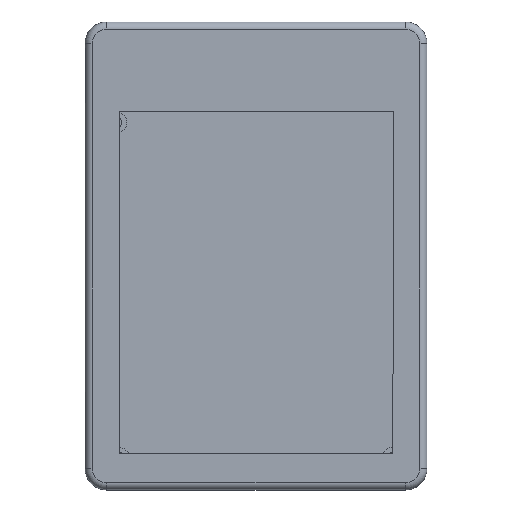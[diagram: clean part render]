
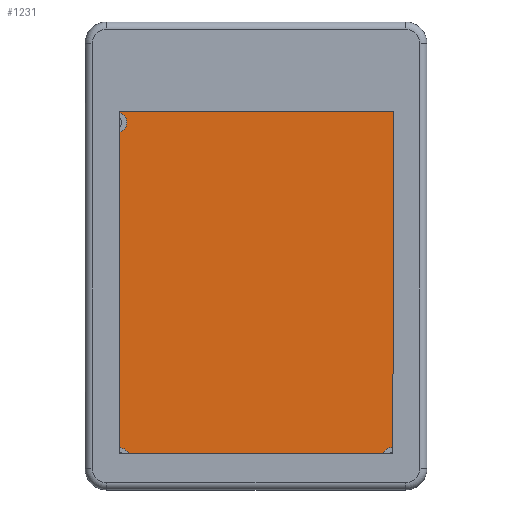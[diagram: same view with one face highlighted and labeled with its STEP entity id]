
A CAD part, top view. The second image highlights one B-rep face of the part: STEP entity #1231.
In plain terms, the highlighted planar face has unit normal (0, 0, 1).
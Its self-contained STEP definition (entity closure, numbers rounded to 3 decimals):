
#48=FACE_BOUND('',#316,.T.);
#49=FACE_BOUND('',#317,.T.);
#50=FACE_BOUND('',#318,.T.);
#51=FACE_BOUND('',#319,.T.);
#52=FACE_BOUND('',#320,.T.);
#53=FACE_BOUND('',#321,.T.);
#54=FACE_BOUND('',#322,.T.);
#55=FACE_BOUND('',#323,.T.);
#56=FACE_BOUND('',#324,.T.);
#132=CIRCLE('',#1353,3.);
#134=CIRCLE('',#1357,3.);
#136=CIRCLE('',#1361,3.);
#138=CIRCLE('',#1365,3.);
#140=CIRCLE('',#1369,3.);
#141=CIRCLE('',#1372,1.6);
#143=CIRCLE('',#1375,1.6);
#145=CIRCLE('',#1378,1.6);
#147=CIRCLE('',#1381,1.6);
#149=CIRCLE('',#1385,6.);
#151=CIRCLE('',#1389,6.);
#153=CIRCLE('',#1393,6.);
#155=CIRCLE('',#1397,6.);
#229=FACE_OUTER_BOUND('',#315,.T.);
#315=EDGE_LOOP('',(#1090,#1091,#1092,#1093,#1094,#1095,#1096,#1097));
#316=EDGE_LOOP('',(#1098));
#317=EDGE_LOOP('',(#1099));
#318=EDGE_LOOP('',(#1100));
#319=EDGE_LOOP('',(#1101));
#320=EDGE_LOOP('',(#1102));
#321=EDGE_LOOP('',(#1103));
#322=EDGE_LOOP('',(#1104));
#323=EDGE_LOOP('',(#1105));
#324=EDGE_LOOP('',(#1106));
#411=LINE('',#2092,#508);
#416=LINE('',#2106,#513);
#420=LINE('',#2118,#517);
#424=LINE('',#2130,#521);
#508=VECTOR('',#1737,10.);
#513=VECTOR('',#1750,10.);
#517=VECTOR('',#1762,10.);
#521=VECTOR('',#1774,10.);
#597=VERTEX_POINT('',#2033);
#599=VERTEX_POINT('',#2040);
#601=VERTEX_POINT('',#2047);
#603=VERTEX_POINT('',#2054);
#605=VERTEX_POINT('',#2061);
#606=VERTEX_POINT('',#2066);
#608=VERTEX_POINT('',#2072);
#610=VERTEX_POINT('',#2078);
#612=VERTEX_POINT('',#2084);
#614=VERTEX_POINT('',#2090);
#615=VERTEX_POINT('',#2091);
#618=VERTEX_POINT('',#2099);
#620=VERTEX_POINT('',#2105);
#622=VERTEX_POINT('',#2111);
#624=VERTEX_POINT('',#2117);
#626=VERTEX_POINT('',#2123);
#628=VERTEX_POINT('',#2129);
#744=EDGE_CURVE('',#597,#597,#132,.T.);
#747=EDGE_CURVE('',#599,#599,#134,.T.);
#750=EDGE_CURVE('',#601,#601,#136,.T.);
#753=EDGE_CURVE('',#603,#603,#138,.T.);
#756=EDGE_CURVE('',#605,#605,#140,.T.);
#757=EDGE_CURVE('',#606,#606,#141,.T.);
#760=EDGE_CURVE('',#608,#608,#143,.T.);
#763=EDGE_CURVE('',#610,#610,#145,.T.);
#766=EDGE_CURVE('',#612,#612,#147,.T.);
#769=EDGE_CURVE('',#614,#615,#411,.T.);
#773=EDGE_CURVE('',#615,#618,#149,.T.);
#776=EDGE_CURVE('',#618,#620,#416,.T.);
#779=EDGE_CURVE('',#620,#622,#151,.T.);
#782=EDGE_CURVE('',#622,#624,#420,.T.);
#785=EDGE_CURVE('',#624,#626,#153,.T.);
#788=EDGE_CURVE('',#628,#626,#424,.T.);
#791=EDGE_CURVE('',#628,#614,#155,.T.);
#1090=ORIENTED_EDGE('',*,*,#791,.T.);
#1091=ORIENTED_EDGE('',*,*,#769,.T.);
#1092=ORIENTED_EDGE('',*,*,#773,.T.);
#1093=ORIENTED_EDGE('',*,*,#776,.T.);
#1094=ORIENTED_EDGE('',*,*,#779,.T.);
#1095=ORIENTED_EDGE('',*,*,#782,.T.);
#1096=ORIENTED_EDGE('',*,*,#785,.T.);
#1097=ORIENTED_EDGE('',*,*,#788,.F.);
#1098=ORIENTED_EDGE('',*,*,#744,.T.);
#1099=ORIENTED_EDGE('',*,*,#747,.T.);
#1100=ORIENTED_EDGE('',*,*,#750,.T.);
#1101=ORIENTED_EDGE('',*,*,#753,.T.);
#1102=ORIENTED_EDGE('',*,*,#756,.T.);
#1103=ORIENTED_EDGE('',*,*,#757,.T.);
#1104=ORIENTED_EDGE('',*,*,#760,.T.);
#1105=ORIENTED_EDGE('',*,*,#763,.T.);
#1106=ORIENTED_EDGE('',*,*,#766,.T.);
#1157=PLANE('',#1399);
#1231=ADVANCED_FACE('',(#229,#48,#49,#50,#51,#52,#53,#54,#55,#56),#1157,
 .T.);
#1353=AXIS2_PLACEMENT_3D('',#2035,#1667,#1668);
#1357=AXIS2_PLACEMENT_3D('',#2042,#1676,#1677);
#1361=AXIS2_PLACEMENT_3D('',#2049,#1685,#1686);
#1365=AXIS2_PLACEMENT_3D('',#2056,#1694,#1695);
#1369=AXIS2_PLACEMENT_3D('',#2063,#1703,#1704);
#1372=AXIS2_PLACEMENT_3D('',#2067,#1709,#1710);
#1375=AXIS2_PLACEMENT_3D('',#2073,#1716,#1717);
#1378=AXIS2_PLACEMENT_3D('',#2079,#1723,#1724);
#1381=AXIS2_PLACEMENT_3D('',#2085,#1730,#1731);
#1385=AXIS2_PLACEMENT_3D('',#2100,#1743,#1744);
#1389=AXIS2_PLACEMENT_3D('',#2112,#1755,#1756);
#1393=AXIS2_PLACEMENT_3D('',#2124,#1767,#1768);
#1397=AXIS2_PLACEMENT_3D('',#2135,#1779,#1780);
#1399=AXIS2_PLACEMENT_3D('',#2137,#1783,#1784);
#1667=DIRECTION('center_axis',(0.,0.,-1.));
#1668=DIRECTION('ref_axis',(1.,0.,0.));
#1676=DIRECTION('center_axis',(0.,0.,-1.));
#1677=DIRECTION('ref_axis',(1.,0.,0.));
#1685=DIRECTION('center_axis',(0.,0.,-1.));
#1686=DIRECTION('ref_axis',(1.,0.,0.));
#1694=DIRECTION('center_axis',(0.,0.,-1.));
#1695=DIRECTION('ref_axis',(1.,0.,0.));
#1703=DIRECTION('center_axis',(0.,0.,-1.));
#1704=DIRECTION('ref_axis',(1.,0.,0.));
#1709=DIRECTION('center_axis',(0.,0.,-1.));
#1710=DIRECTION('ref_axis',(1.,0.,0.));
#1716=DIRECTION('center_axis',(0.,0.,-1.));
#1717=DIRECTION('ref_axis',(1.,0.,0.));
#1723=DIRECTION('center_axis',(0.,0.,-1.));
#1724=DIRECTION('ref_axis',(1.,0.,0.));
#1730=DIRECTION('center_axis',(0.,0.,-1.));
#1731=DIRECTION('ref_axis',(1.,0.,0.));
#1737=DIRECTION('',(0.,-1.,0.));
#1743=DIRECTION('center_axis',(0.,0.,1.));
#1744=DIRECTION('ref_axis',(-1.,0.,0.));
#1750=DIRECTION('',(1.,0.,0.));
#1755=DIRECTION('center_axis',(0.,0.,1.));
#1756=DIRECTION('ref_axis',(0.,-1.,0.));
#1762=DIRECTION('',(0.,1.,0.));
#1767=DIRECTION('center_axis',(0.,0.,1.));
#1768=DIRECTION('ref_axis',(1.,0.,0.));
#1774=DIRECTION('',(1.,0.,0.));
#1779=DIRECTION('center_axis',(0.,0.,1.));
#1780=DIRECTION('ref_axis',(0.,1.,0.));
#1783=DIRECTION('center_axis',(0.,0.,1.));
#1784=DIRECTION('ref_axis',(1.,0.,0.));
#2033=CARTESIAN_POINT('',(84.232,-116.175,-3.6));
#2035=CARTESIAN_POINT('Origin',(87.232,-116.175,-3.6));
#2040=CARTESIAN_POINT('',(52.732,-14.325,-3.6));
#2042=CARTESIAN_POINT('Origin',(55.732,-14.325,-3.6));
#2047=CARTESIAN_POINT('',(8.132,-116.225,-3.6));
#2049=CARTESIAN_POINT('Origin',(11.132,-116.225,-3.6));
#2054=CARTESIAN_POINT('',(79.032,-14.725,-3.6));
#2056=CARTESIAN_POINT('Origin',(82.032,-14.725,-3.6));
#2061=CARTESIAN_POINT('',(7.267,-22.93,-3.6));
#2063=CARTESIAN_POINT('Origin',(10.267,-22.93,-3.6));
#2066=CARTESIAN_POINT('',(92.632,-116.175,-3.6));
#2067=CARTESIAN_POINT('Origin',(94.232,-116.175,-3.6));
#2072=CARTESIAN_POINT('',(2.532,-116.225,-3.6));
#2073=CARTESIAN_POINT('Origin',(4.132,-116.225,-3.6));
#2078=CARTESIAN_POINT('',(87.655,2.429,-3.6));
#2079=CARTESIAN_POINT('Origin',(89.255,2.429,-3.6));
#2084=CARTESIAN_POINT('',(6.932,2.433,-3.6));
#2085=CARTESIAN_POINT('Origin',(8.532,2.433,-3.6));
#2090=CARTESIAN_POINT('',(1.682,-1.025,-3.6));
#2091=CARTESIAN_POINT('',(1.682,-119.025,-3.6));
#2092=CARTESIAN_POINT('',(1.682,-1.025,-3.6));
#2099=CARTESIAN_POINT('',(7.682,-125.025,-3.6));
#2100=CARTESIAN_POINT('Origin',(7.682,-119.025,-3.6));
#2105=CARTESIAN_POINT('',(90.682,-125.025,-3.6));
#2106=CARTESIAN_POINT('',(7.682,-125.025,-3.6));
#2111=CARTESIAN_POINT('',(96.682,-119.025,-3.6));
#2112=CARTESIAN_POINT('Origin',(90.682,-119.025,-3.6));
#2117=CARTESIAN_POINT('',(96.682,-1.025,-3.6));
#2118=CARTESIAN_POINT('',(96.682,-119.025,-3.6));
#2123=CARTESIAN_POINT('',(90.682,4.975,-3.6));
#2124=CARTESIAN_POINT('Origin',(90.682,-1.025,-3.6));
#2129=CARTESIAN_POINT('',(7.682,4.975,-3.6));
#2130=CARTESIAN_POINT('',(7.682,4.975,-3.6));
#2135=CARTESIAN_POINT('Origin',(7.682,-1.025,-3.6));
#2137=CARTESIAN_POINT('Origin',(49.182,-60.025,-3.6));
